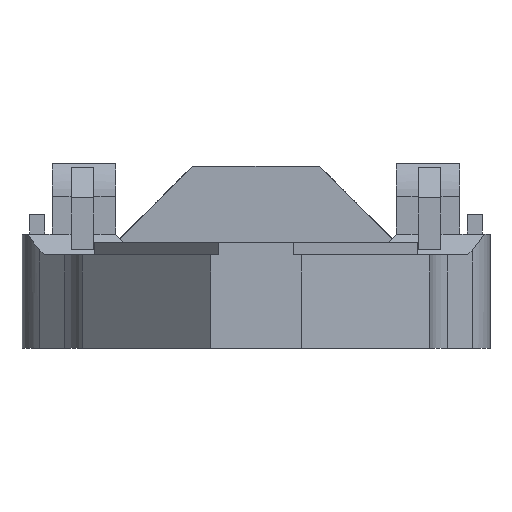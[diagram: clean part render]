
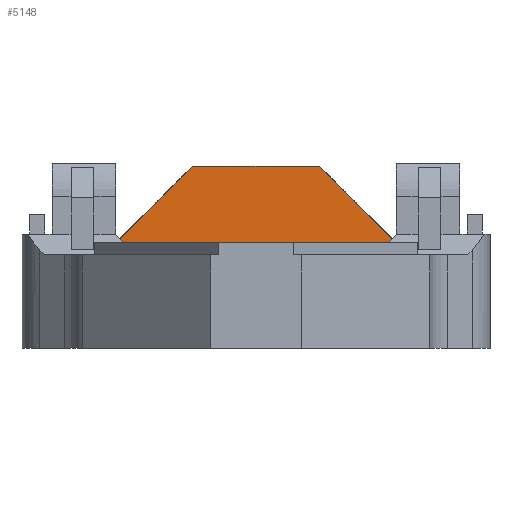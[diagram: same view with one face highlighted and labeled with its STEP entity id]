
A CAD part, left-side view. The second image highlights one B-rep face of the part: STEP entity #5148.
In plain terms, the highlighted planar face has unit normal (-1, 0, 0).
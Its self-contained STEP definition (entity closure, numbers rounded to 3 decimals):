
#565 = ORIENTED_EDGE ( 'NONE', *, *, #4951, .F. ) ;
#566 = ORIENTED_EDGE ( 'NONE', *, *, #4952, .F. ) ;
#567 = ORIENTED_EDGE ( 'NONE', *, *, #4950, .T. ) ;
#568 = ORIENTED_EDGE ( 'NONE', *, *, #4953, .F. ) ;
#569 = ORIENTED_EDGE ( 'NONE', *, *, #4954, .F. ) ;
#570 = ORIENTED_EDGE ( 'NONE', *, *, #4955, .T. ) ;
#571 = ORIENTED_EDGE ( 'NONE', *, *, #1612, .T. ) ;
#572 = ORIENTED_EDGE ( 'NONE', *, *, #4956, .T. ) ;
#573 = ORIENTED_EDGE ( 'NONE', *, *, #4958, .T. ) ;
#574 = ORIENTED_EDGE ( 'NONE', *, *, #4957, .F. ) ;
#575 = ORIENTED_EDGE ( 'NONE', *, *, #1616, .T. ) ;
#576 = ORIENTED_EDGE ( 'NONE', *, *, #4959, .F. ) ;
#577 = ORIENTED_EDGE ( 'NONE', *, *, #4961, .T. ) ;
#578 = ORIENTED_EDGE ( 'NONE', *, *, #4960, .T. ) ;
#579 = ORIENTED_EDGE ( 'NONE', *, *, #4962, .T. ) ;
#580 = ORIENTED_EDGE ( 'NONE', *, *, #4963, .T. ) ;
#805 = EDGE_LOOP ( 'NONE', ( #565, #567, #566, #568, #569, #570, #571, #572, #574, #573, #575, #576, #578, #577, #579, #580 ) ) ;
#1612 = EDGE_CURVE ( 'NONE', #1784, #1783, #2847, .T. ) ;
#1616 = EDGE_CURVE ( 'NONE', #1788, #1787, #2859, .T. ) ;
#1710 = CIRCLE ( 'NONE', #3462, 3.25 ) ;
#1711 = CIRCLE ( 'NONE', #3459, 3.25 ) ;
#1783 = VERTEX_POINT ( 'NONE', #3649 ) ;
#1784 = VERTEX_POINT ( 'NONE', #3650 ) ;
#1787 = VERTEX_POINT ( 'NONE', #3653 ) ;
#1788 = VERTEX_POINT ( 'NONE', #3654 ) ;
#1816 = VERTEX_POINT ( 'NONE', #3682 ) ;
#1817 = VERTEX_POINT ( 'NONE', #3683 ) ;
#1818 = VERTEX_POINT ( 'NONE', #3684 ) ;
#1819 = VERTEX_POINT ( 'NONE', #3685 ) ;
#1820 = VERTEX_POINT ( 'NONE', #3686 ) ;
#1821 = VERTEX_POINT ( 'NONE', #3687 ) ;
#1822 = VERTEX_POINT ( 'NONE', #3688 ) ;
#1823 = VERTEX_POINT ( 'NONE', #3689 ) ;
#1824 = VERTEX_POINT ( 'NONE', #3690 ) ;
#1825 = VERTEX_POINT ( 'NONE', #3691 ) ;
#1826 = VERTEX_POINT ( 'NONE', #3692 ) ;
#1827 = VERTEX_POINT ( 'NONE', #3693 ) ;
#2847 = LINE ( 'NONE', #2848, #3192 ) ;
#2848 = CARTESIAN_POINT ( 'NONE',  ( 70., 31., 12.4 ) ) ;
#2849 = DIRECTION ( 'NONE',  ( 0., -1., 0. ) ) ;
#2859 = LINE ( 'NONE', #2860, #3197 ) ;
#2860 = CARTESIAN_POINT ( 'NONE',  ( 70., 31., 12.4 ) ) ;
#2861 = DIRECTION ( 'NONE',  ( 0., -1., 0. ) ) ;
#3192 = VECTOR ( 'NONE', #2849, 1000. ) ;
#3197 = VECTOR ( 'NONE', #2861, 1000. ) ;
#3459 = AXIS2_PLACEMENT_3D ( 'NONE', #4370, #4386, #4387 ) ;
#3461 = VECTOR ( 'NONE', #4358, 1000. ) ;
#3462 = AXIS2_PLACEMENT_3D ( 'NONE', #4355, #4368, #4369 ) ;
#3463 = VECTOR ( 'NONE', #4361, 1000. ) ;
#3464 = VECTOR ( 'NONE', #4364, 1000. ) ;
#3466 = VECTOR ( 'NONE', #4367, 1000. ) ;
#3467 = VECTOR ( 'NONE', #4373, 1000. ) ;
#3468 = VECTOR ( 'NONE', #4376, 1000. ) ;
#3469 = VECTOR ( 'NONE', #4379, 1000. ) ;
#3470 = VECTOR ( 'NONE', #4382, 1000. ) ;
#3471 = VECTOR ( 'NONE', #4385, 1000. ) ;
#3472 = VECTOR ( 'NONE', #4391, 1000. ) ;
#3473 = VECTOR ( 'NONE', #4394, 1000. ) ;
#3474 = VECTOR ( 'NONE', #4397, 1000. ) ;
#3649 = CARTESIAN_POINT ( 'NONE',  ( 70., 2.85, 12.4 ) ) ;
#3650 = CARTESIAN_POINT ( 'NONE',  ( 70., 13., 12.4 ) ) ;
#3653 = CARTESIAN_POINT ( 'NONE',  ( 70., 33., 12.4 ) ) ;
#3654 = CARTESIAN_POINT ( 'NONE',  ( 70., 43.15, 12.4 ) ) ;
#3682 = CARTESIAN_POINT ( 'NONE',  ( 70., 19., 0. ) ) ;
#3683 = CARTESIAN_POINT ( 'NONE',  ( 70., 27., 0. ) ) ;
#3684 = CARTESIAN_POINT ( 'NONE',  ( 70., 19., 3. ) ) ;
#3685 = CARTESIAN_POINT ( 'NONE',  ( 70., 19.5, 3. ) ) ;
#3686 = CARTESIAN_POINT ( 'NONE',  ( 70., 19.5, 8. ) ) ;
#3687 = CARTESIAN_POINT ( 'NONE',  ( 70., 13., 8. ) ) ;
#3688 = CARTESIAN_POINT ( 'NONE',  ( 70., 14.6, 24.15 ) ) ;
#3689 = CARTESIAN_POINT ( 'NONE',  ( 70., 31.4, 24.15 ) ) ;
#3690 = CARTESIAN_POINT ( 'NONE',  ( 70., 33., 8. ) ) ;
#3691 = CARTESIAN_POINT ( 'NONE',  ( 70., 26.5, 8. ) ) ;
#3692 = CARTESIAN_POINT ( 'NONE',  ( 70., 26.5, 3. ) ) ;
#3693 = CARTESIAN_POINT ( 'NONE',  ( 70., 27., 3. ) ) ;
#4355 = CARTESIAN_POINT ( 'NONE',  ( 70., 16.25, 8. ) ) ;
#4356 = LINE ( 'NONE', #4357, #3461 ) ;
#4357 = CARTESIAN_POINT ( 'NONE',  ( 70., 19., 3. ) ) ;
#4358 = DIRECTION ( 'NONE',  ( 0., 0., 1. ) ) ;
#4359 = LINE ( 'NONE', #4360, #3463 ) ;
#4360 = CARTESIAN_POINT ( 'NONE',  ( 70., 13., 0. ) ) ;
#4361 = DIRECTION ( 'NONE',  ( 0., 1., 0. ) ) ;
#4362 = LINE ( 'NONE', #4363, #3464 ) ;
#4363 = CARTESIAN_POINT ( 'NONE',  ( 70., 31., 3. ) ) ;
#4364 = DIRECTION ( 'NONE',  ( 0., -1., 0. ) ) ;
#4365 = LINE ( 'NONE', #4366, #3466 ) ;
#4366 = CARTESIAN_POINT ( 'NONE',  ( 70., 19.5, 24.15 ) ) ;
#4367 = DIRECTION ( 'NONE',  ( 0., 0., -1. ) ) ;
#4368 = DIRECTION ( 'NONE',  ( -1., 0., 0. ) ) ;
#4369 = DIRECTION ( 'NONE',  ( 0., 1., 0. ) ) ;
#4370 = CARTESIAN_POINT ( 'NONE',  ( 70., 29.75, 8. ) ) ;
#4371 = LINE ( 'NONE', #4372, #3467 ) ;
#4372 = CARTESIAN_POINT ( 'NONE',  ( 70., 13., 0. ) ) ;
#4373 = DIRECTION ( 'NONE',  ( 0., 0., 1. ) ) ;
#4374 = LINE ( 'NONE', #4375, #3468 ) ;
#4375 = CARTESIAN_POINT ( 'NONE',  ( 70., 22.8, 32.35 ) ) ;
#4376 = DIRECTION ( 'NONE',  ( 0., 0.707, 0.707 ) ) ;
#4377 = LINE ( 'NONE', #4378, #3469 ) ;
#4378 = CARTESIAN_POINT ( 'NONE',  ( 70., 31., 24.15 ) ) ;
#4379 = DIRECTION ( 'NONE',  ( 0., -1., 0. ) ) ;
#4380 = LINE ( 'NONE', #4381, #3470 ) ;
#4381 = CARTESIAN_POINT ( 'NONE',  ( 70., 31.2, 24.35 ) ) ;
#4382 = DIRECTION ( 'NONE',  ( 0., 0.707, -0.707 ) ) ;
#4383 = LINE ( 'NONE', #4384, #3471 ) ;
#4384 = CARTESIAN_POINT ( 'NONE',  ( 70., 33., 0. ) ) ;
#4385 = DIRECTION ( 'NONE',  ( 0., 0., 1. ) ) ;
#4386 = DIRECTION ( 'NONE',  ( 1., 0., 0. ) ) ;
#4387 = DIRECTION ( 'NONE',  ( 0., 1., 0. ) ) ;
#4389 = LINE ( 'NONE', #4390, #3472 ) ;
#4390 = CARTESIAN_POINT ( 'NONE',  ( 70., 26.5, 24.15 ) ) ;
#4391 = DIRECTION ( 'NONE',  ( 0., 0., -1. ) ) ;
#4392 = LINE ( 'NONE', #4393, #3473 ) ;
#4393 = CARTESIAN_POINT ( 'NONE',  ( 70., 31., 3. ) ) ;
#4394 = DIRECTION ( 'NONE',  ( 0., 1., 0. ) ) ;
#4395 = LINE ( 'NONE', #4396, #3474 ) ;
#4396 = CARTESIAN_POINT ( 'NONE',  ( 70., 27., 0. ) ) ;
#4397 = DIRECTION ( 'NONE',  ( 0., 0., -1. ) ) ;
#4950 = EDGE_CURVE ( 'NONE', #1816, #1818, #4356, .T. ) ;
#4951 = EDGE_CURVE ( 'NONE', #1816, #1817, #4359, .T. ) ;
#4952 = EDGE_CURVE ( 'NONE', #1819, #1818, #4362, .T. ) ;
#4953 = EDGE_CURVE ( 'NONE', #1820, #1819, #4365, .T. ) ;
#4954 = EDGE_CURVE ( 'NONE', #1821, #1820, #1710, .T. ) ;
#4955 = EDGE_CURVE ( 'NONE', #1821, #1784, #4371, .T. ) ;
#4956 = EDGE_CURVE ( 'NONE', #1783, #1822, #4374, .T. ) ;
#4957 = EDGE_CURVE ( 'NONE', #1823, #1822, #4377, .T. ) ;
#4958 = EDGE_CURVE ( 'NONE', #1823, #1788, #4380, .T. ) ;
#4959 = EDGE_CURVE ( 'NONE', #1824, #1787, #4383, .T. ) ;
#4960 = EDGE_CURVE ( 'NONE', #1824, #1825, #1711, .T. ) ;
#4961 = EDGE_CURVE ( 'NONE', #1825, #1826, #4389, .T. ) ;
#4962 = EDGE_CURVE ( 'NONE', #1826, #1827, #4392, .T. ) ;
#4963 = EDGE_CURVE ( 'NONE', #1827, #1817, #4395, .T. ) ;
#5148 = ADVANCED_FACE ( 'NONE', ( #5618 ), #5403, .F. ) ;
#5403 = PLANE ( 'NONE',  #5622 ) ;
#5404 = CARTESIAN_POINT ( 'NONE',  ( 70., 31., 24.15 ) ) ;
#5405 = DIRECTION ( 'NONE',  ( 1., 0., 0. ) ) ;
#5406 = DIRECTION ( 'NONE',  ( 0., 1., 0. ) ) ;
#5618 = FACE_OUTER_BOUND ( 'NONE', #805, .T. ) ;
#5622 = AXIS2_PLACEMENT_3D ( 'NONE', #5404, #5405, #5406 ) ;
